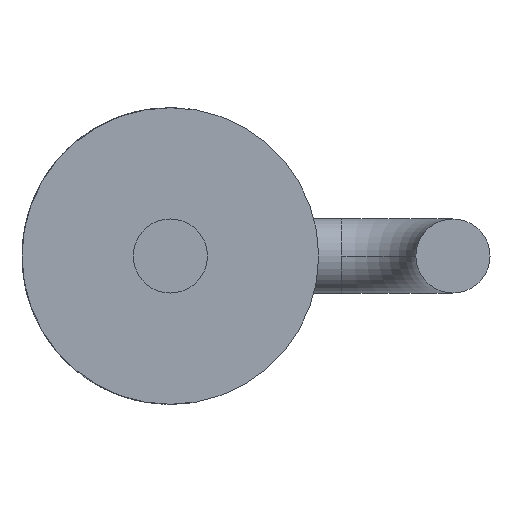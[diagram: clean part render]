
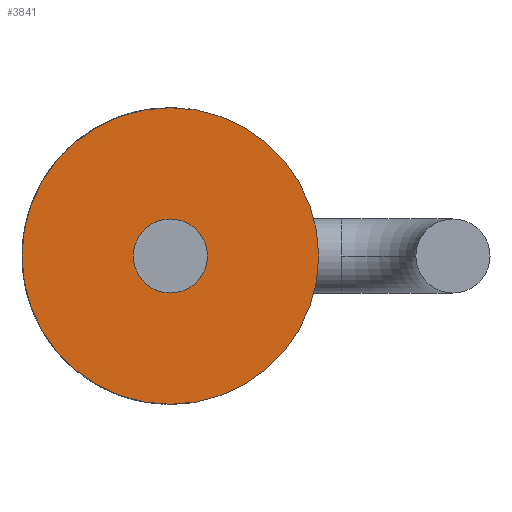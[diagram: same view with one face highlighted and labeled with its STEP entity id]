
A CAD part, front view. The second image highlights one B-rep face of the part: STEP entity #3841.
In plain terms, the highlighted planar face has unit normal (0, -1, 0).
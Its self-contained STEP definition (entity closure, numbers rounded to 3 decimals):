
#69 = CIRCLE ( 'NONE', #1037, 2. ) ;
#194 = VERTEX_POINT ( 'NONE', #1652 ) ;
#440 = VERTEX_POINT ( 'NONE', #4191 ) ;
#936 = DIRECTION ( 'NONE',  ( 0., 0., 1. ) ) ;
#1023 = ORIENTED_EDGE ( 'NONE', *, *, #2594, .F. ) ;
#1037 = AXIS2_PLACEMENT_3D ( 'NONE', #2989, #4557, #3746 ) ;
#1119 = CIRCLE ( 'NONE', #3845, 0.5 ) ;
#1343 = AXIS2_PLACEMENT_3D ( 'NONE', #1560, #2754, #3489 ) ;
#1491 = EDGE_LOOP ( 'NONE', ( #2913, #2155 ) ) ;
#1502 = EDGE_LOOP ( 'NONE', ( #1023, #4459 ) ) ;
#1504 = CARTESIAN_POINT ( 'NONE',  ( 0., 1., -2. ) ) ;
#1509 = EDGE_CURVE ( 'NONE', #4425, #440, #3509, .T. ) ;
#1532 = FACE_OUTER_BOUND ( 'NONE', #1502, .T. ) ;
#1560 = CARTESIAN_POINT ( 'NONE',  ( 0., 1., 0. ) ) ;
#1592 = EDGE_CURVE ( 'NONE', #440, #4425, #1119, .T. ) ;
#1652 = CARTESIAN_POINT ( 'NONE',  ( 0., 1., 2. ) ) ;
#1665 = CIRCLE ( 'NONE', #3920, 2. ) ;
#1684 = CARTESIAN_POINT ( 'NONE',  ( 0., 1., 0. ) ) ;
#1967 = CARTESIAN_POINT ( 'NONE',  ( 0., 1., 0. ) ) ;
#2033 = DIRECTION ( 'NONE',  ( 0., -1., 0. ) ) ;
#2155 = ORIENTED_EDGE ( 'NONE', *, *, #1592, .F. ) ;
#2594 = EDGE_CURVE ( 'NONE', #2905, #194, #69, .T. ) ;
#2754 = DIRECTION ( 'NONE',  ( 0., -1., 0. ) ) ;
#2905 = VERTEX_POINT ( 'NONE', #1504 ) ;
#2913 = ORIENTED_EDGE ( 'NONE', *, *, #1509, .F. ) ;
#2954 = FACE_BOUND ( 'NONE', #1491, .T. ) ;
#2989 = CARTESIAN_POINT ( 'NONE',  ( 0., 1., 0. ) ) ;
#3262 = DIRECTION ( 'NONE',  ( 0., 0., 1. ) ) ;
#3489 = DIRECTION ( 'NONE',  ( 0., 0., 1. ) ) ;
#3509 = CIRCLE ( 'NONE', #1343, 0.5 ) ;
#3617 = AXIS2_PLACEMENT_3D ( 'NONE', #1967, #3890, #4644 ) ;
#3746 = DIRECTION ( 'NONE',  ( 0., 0., 1. ) ) ;
#3841 = ADVANCED_FACE ( 'NONE', ( #2954, #1532 ), #4578, .F. ) ;
#3845 = AXIS2_PLACEMENT_3D ( 'NONE', #4306, #2033, #936 ) ;
#3890 = DIRECTION ( 'NONE',  ( 0., 1., 0. ) ) ;
#3920 = AXIS2_PLACEMENT_3D ( 'NONE', #1684, #4379, #3262 ) ;
#4191 = CARTESIAN_POINT ( 'NONE',  ( -0.5, 1., 0. ) ) ;
#4203 = EDGE_CURVE ( 'NONE', #194, #2905, #1665, .T. ) ;
#4306 = CARTESIAN_POINT ( 'NONE',  ( 0., 1., 0. ) ) ;
#4379 = DIRECTION ( 'NONE',  ( 0., 1., 0. ) ) ;
#4425 = VERTEX_POINT ( 'NONE', #4565 ) ;
#4459 = ORIENTED_EDGE ( 'NONE', *, *, #4203, .F. ) ;
#4557 = DIRECTION ( 'NONE',  ( 0., 1., 0. ) ) ;
#4565 = CARTESIAN_POINT ( 'NONE',  ( 0.5, 1., 0. ) ) ;
#4578 = PLANE ( 'NONE',  #3617 ) ;
#4644 = DIRECTION ( 'NONE',  ( 0., 0., 1. ) ) ;
